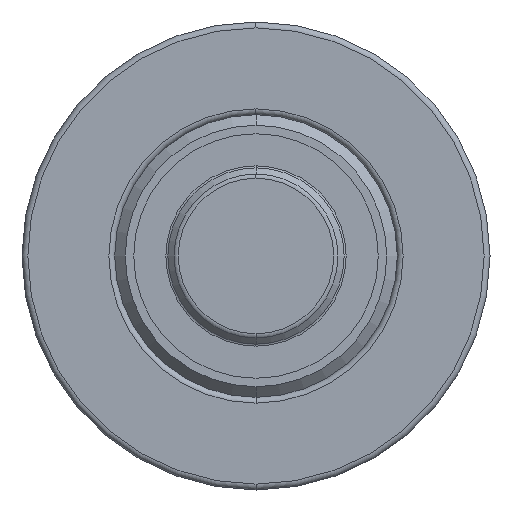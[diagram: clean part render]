
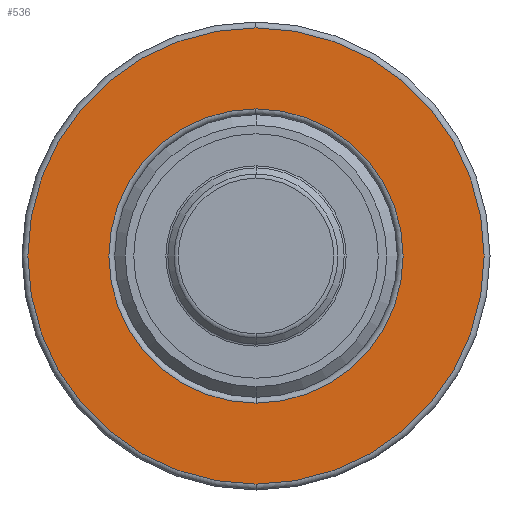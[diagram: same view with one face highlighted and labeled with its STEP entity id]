
A CAD part, front view. The second image highlights one B-rep face of the part: STEP entity #536.
In plain terms, the highlighted planar face has unit normal (0, -1, 0).
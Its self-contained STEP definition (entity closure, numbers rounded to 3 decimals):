
#264=CARTESIAN_POINT('',(0.,0.,0.));
#265=DIRECTION('',(0.,1.,0.));
#266=DIRECTION('',(0.,0.,1.));
#267=AXIS2_PLACEMENT_3D('',#264,#265,#266);
#269=CARTESIAN_POINT('',(0.,0.,0.));
#270=DIRECTION('',(0.,1.,0.));
#271=DIRECTION('',(0.,0.,-1.));
#272=AXIS2_PLACEMENT_3D('',#269,#270,#271);
#274=CARTESIAN_POINT('',(0.,0.,0.));
#275=DIRECTION('',(0.,1.,0.));
#276=DIRECTION('',(0.,0.,1.));
#277=AXIS2_PLACEMENT_3D('',#274,#275,#276);
#279=CARTESIAN_POINT('',(0.,0.,0.));
#280=DIRECTION('',(0.,1.,0.));
#281=DIRECTION('',(0.,0.,-1.));
#282=AXIS2_PLACEMENT_3D('',#279,#280,#281);
#477=CARTESIAN_POINT('',(0.,0.,39.));
#478=CARTESIAN_POINT('',(0.,0.,-39.));
#479=VERTEX_POINT('',#477);
#480=VERTEX_POINT('',#478);
#481=CARTESIAN_POINT('',(0.,0.,25.15));
#482=CARTESIAN_POINT('',(0.,0.,-25.15));
#483=VERTEX_POINT('',#481);
#484=VERTEX_POINT('',#482);
#520=CARTESIAN_POINT('',(0.,0.,0.));
#521=DIRECTION('',(0.,-1.,0.));
#522=DIRECTION('',(0.,0.,1.));
#523=AXIS2_PLACEMENT_3D('',#520,#521,#522);
#524=PLANE('',#523);
#526=ORIENTED_EDGE('',*,*,#525,.T.);
#528=ORIENTED_EDGE('',*,*,#527,.T.);
#529=EDGE_LOOP('',(#526,#528));
#530=FACE_OUTER_BOUND('',#529,.F.);
#531=ORIENTED_EDGE('',*,*,#510,.F.);
#533=ORIENTED_EDGE('',*,*,#532,.F.);
#534=EDGE_LOOP('',(#531,#533));
#535=FACE_BOUND('',#534,.F.);
#536=ADVANCED_FACE('',(#530,#535),#524,.T.);
#268=CIRCLE('',#267,39.);
#273=CIRCLE('',#272,39.);
#278=CIRCLE('',#277,25.15);
#283=CIRCLE('',#282,25.15);
#510=EDGE_CURVE('',#483,#484,#278,.T.);
#525=EDGE_CURVE('',#479,#480,#268,.T.);
#527=EDGE_CURVE('',#480,#479,#273,.T.);
#532=EDGE_CURVE('',#484,#483,#283,.T.);
